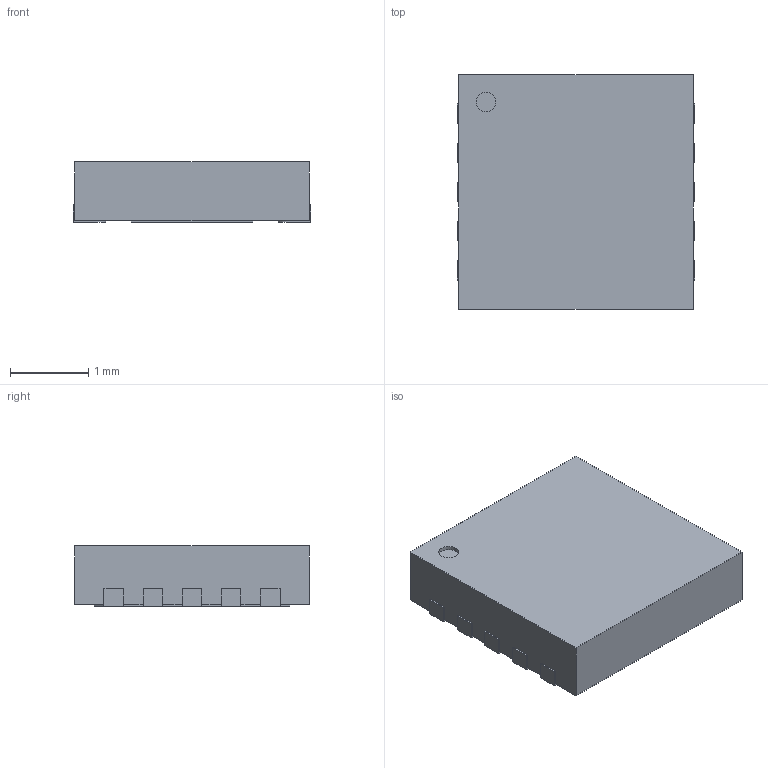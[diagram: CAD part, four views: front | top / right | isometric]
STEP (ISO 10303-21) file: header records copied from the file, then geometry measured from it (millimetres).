
FILE_DESCRIPTION(/* description */ ('STEP AP214'),/* implementation_level */ '2;1');
FILE_NAME(/* name */ '6074bbf0f2bfcd118d860896',/* time_stamp */ '2021-04-12T21:30:24+00:00',/* author */ (''),/* organization */ (''),/* preprocessor_version */ 'ST-DEVELOPER v18.1',/* originating_system */ ' ',/* authorisation */ ' ');
FILE_SCHEMA (('AUTOMOTIVE_DESIGN {1 0 10303 214 3 1 1}'));
Length unit declared in the file: metre
Products named in the file (1): WDFN-10
Bounding box: 3.04 x 3 x 0.77 mm (x, y, z)
Volume: 6.9 mm3; surface area: 27.6 mm2
Topology: 1 solids, 1 shells, 74 faces, 210 edges, 140 vertices
Faces by surface type: plane 63, cylinder 11
Full cylindrical faces by diameter (mm): 0.25 x1
Entity records: 2879 total; most frequent: CARTESIAN_POINT 424, ORIENTED_EDGE 418, DIRECTION 381, EDGE_CURVE 209, LINE 187, VECTOR 187, VERTEX_POINT 140, AXIS2_PLACEMENT_3D 97
